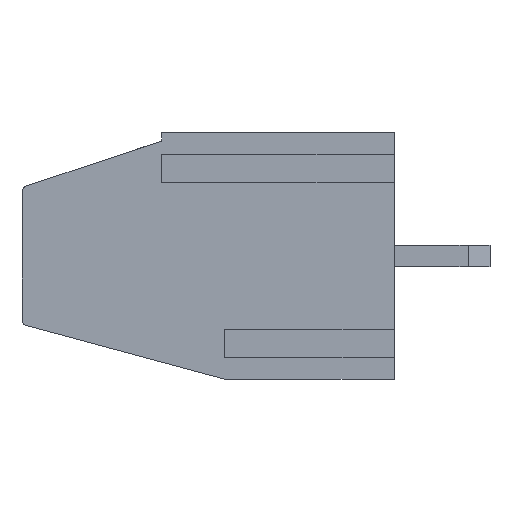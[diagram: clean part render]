
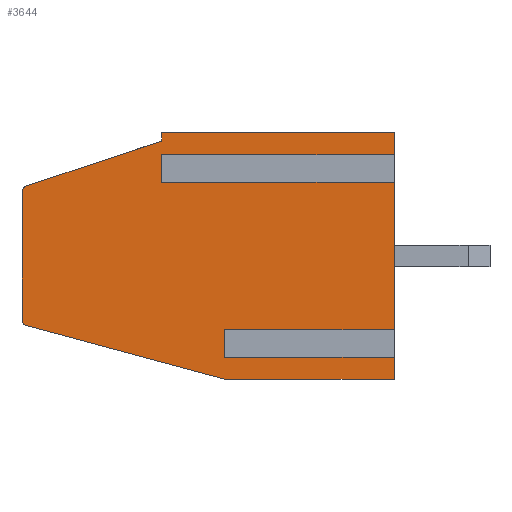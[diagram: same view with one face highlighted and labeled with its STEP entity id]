
A CAD part, left-side view. The second image highlights one B-rep face of the part: STEP entity #3644.
In plain terms, the highlighted planar face has unit normal (-1, 0, 0).
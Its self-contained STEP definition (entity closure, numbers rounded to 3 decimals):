
#11 = DIRECTION ( 'NONE',  ( 0., -1., 0. ) ) ;
#41 = LINE ( 'NONE', #16843, #6968 ) ;
#184 = DIRECTION ( 'NONE',  ( 0., 0., -1. ) ) ;
#568 = VERTEX_POINT ( 'NONE', #18088 ) ;
#831 = ORIENTED_EDGE ( 'NONE', *, *, #6570, .F. ) ;
#1231 = VECTOR ( 'NONE', #6212, 1000. ) ;
#1334 = DIRECTION ( 'NONE',  ( 0., 0., 1. ) ) ;
#1388 = VECTOR ( 'NONE', #18916, 1000. ) ;
#1758 = LINE ( 'NONE', #16076, #6478 ) ;
#2080 = CARTESIAN_POINT ( 'NONE',  ( 0., 0., 9. ) ) ;
#2112 = DIRECTION ( 'NONE',  ( 0., 0., 1. ) ) ;
#2211 = LINE ( 'NONE', #2080, #18636 ) ;
#3472 = EDGE_CURVE ( 'NONE', #25138, #21554, #8100, .T. ) ;
#3644 = ADVANCED_FACE ( 'NONE', ( #6241 ), #4327, .F. ) ;
#3996 = EDGE_CURVE ( 'NONE', #16249, #5542, #14597, .T. ) ;
#4071 = VERTEX_POINT ( 'NONE', #13897 ) ;
#4114 = CARTESIAN_POINT ( 'NONE',  ( 0., 0., 9. ) ) ;
#4326 = ORIENTED_EDGE ( 'NONE', *, *, #21819, .T. ) ;
#4327 = PLANE ( 'NONE',  #8829 ) ;
#4448 = EDGE_CURVE ( 'NONE', #26752, #5388, #9769, .T. ) ;
#4984 = VERTEX_POINT ( 'NONE', #18751 ) ;
#5307 = CARTESIAN_POINT ( 'NONE',  ( 0., 6.2, 1.593 ) ) ;
#5336 = VERTEX_POINT ( 'NONE', #24126 ) ;
#5388 = VERTEX_POINT ( 'NONE', #16821 ) ;
#5416 = EDGE_LOOP ( 'NONE', ( #10215, #21109, #9701, #17287, #12318, #22862, #9024, #11313, #10118, #22316, #4326, #25635, #23415, #831, #9560, #15373, #23517, #25774 ) ) ;
#5542 = VERTEX_POINT ( 'NONE', #7747 ) ;
#5742 = CARTESIAN_POINT ( 'NONE',  ( 0., 13.6, 6.856 ) ) ;
#5820 = EDGE_CURVE ( 'NONE', #4071, #19405, #27162, .T. ) ;
#6056 = LINE ( 'NONE', #12808, #25173 ) ;
#6206 = EDGE_CURVE ( 'NONE', #568, #24884, #6056, .T. ) ;
#6212 = DIRECTION ( 'NONE',  ( 0., 0.965, 0.261 ) ) ;
#6241 = FACE_OUTER_BOUND ( 'NONE', #5416, .T. ) ;
#6331 = EDGE_CURVE ( 'NONE', #21554, #4984, #1758, .T. ) ;
#6357 = CIRCLE ( 'NONE', #21719, 0.2 ) ;
#6478 = VECTOR ( 'NONE', #14431, 1000. ) ;
#6570 = EDGE_CURVE ( 'NONE', #15834, #5336, #16179, .T. ) ;
#6840 = CARTESIAN_POINT ( 'NONE',  ( 0., 13.452, 1.96 ) ) ;
#6968 = VECTOR ( 'NONE', #2112, 1000. ) ;
#7138 = CARTESIAN_POINT ( 'NONE',  ( 0., 13.6, 9. ) ) ;
#7140 = CARTESIAN_POINT ( 'NONE',  ( 0., 13.4, 6.856 ) ) ;
#7662 = DIRECTION ( 'NONE',  ( 0., 0., -1. ) ) ;
#7730 = EDGE_CURVE ( 'NONE', #5336, #24884, #14647, .T. ) ;
#7747 = CARTESIAN_POINT ( 'NONE',  ( 0., 0., 0. ) ) ;
#8014 = CARTESIAN_POINT ( 'NONE',  ( 0., 13.6, 2. ) ) ;
#8100 = LINE ( 'NONE', #16475, #13606 ) ;
#8341 = CARTESIAN_POINT ( 'NONE',  ( 0., 13.6, 9. ) ) ;
#8582 = LINE ( 'NONE', #20662, #22804 ) ;
#8716 = VERTEX_POINT ( 'NONE', #26145 ) ;
#8821 = CARTESIAN_POINT ( 'NONE',  ( 0., 13.4, 2.153 ) ) ;
#8829 = AXIS2_PLACEMENT_3D ( 'NONE', #19040, #21108, #184 ) ;
#9024 = ORIENTED_EDGE ( 'NONE', *, *, #3996, .T. ) ;
#9100 = CARTESIAN_POINT ( 'NONE',  ( 0., 6.2, 1.007 ) ) ;
#9560 = ORIENTED_EDGE ( 'NONE', *, *, #18778, .T. ) ;
#9701 = ORIENTED_EDGE ( 'NONE', *, *, #5820, .F. ) ;
#9769 = LINE ( 'NONE', #4114, #21244 ) ;
#9882 = CARTESIAN_POINT ( 'NONE',  ( 0., 8.5, 7.993 ) ) ;
#10118 = ORIENTED_EDGE ( 'NONE', *, *, #21516, .F. ) ;
#10147 = LINE ( 'NONE', #12759, #10189 ) ;
#10189 = VECTOR ( 'NONE', #22938, 1000. ) ;
#10215 = ORIENTED_EDGE ( 'NONE', *, *, #3472, .F. ) ;
#10281 = CARTESIAN_POINT ( 'NONE',  ( 0., 8.5, 8.7 ) ) ;
#10555 = CARTESIAN_POINT ( 'NONE',  ( 0., 6.2, 0. ) ) ;
#11015 = CARTESIAN_POINT ( 'NONE',  ( 0., 0., 7.407 ) ) ;
#11026 = VERTEX_POINT ( 'NONE', #10555 ) ;
#11229 = EDGE_CURVE ( 'NONE', #18031, #8716, #13673, .T. ) ;
#11313 = ORIENTED_EDGE ( 'NONE', *, *, #23713, .T. ) ;
#12075 = CIRCLE ( 'NONE', #12520, 0.2 ) ;
#12115 = DIRECTION ( 'NONE',  ( 0., -1., 0. ) ) ;
#12318 = ORIENTED_EDGE ( 'NONE', *, *, #17916, .F. ) ;
#12443 = EDGE_CURVE ( 'NONE', #4071, #13293, #6357, .T. ) ;
#12520 = AXIS2_PLACEMENT_3D ( 'NONE', #7140, #15407, #21843 ) ;
#12563 = EDGE_CURVE ( 'NONE', #25138, #19405, #12075, .T. ) ;
#12630 = VECTOR ( 'NONE', #15535, 1000. ) ;
#12759 = CARTESIAN_POINT ( 'NONE',  ( 0., 6.2, 1.007 ) ) ;
#12808 = CARTESIAN_POINT ( 'NONE',  ( 0., 0., 9. ) ) ;
#13293 = VERTEX_POINT ( 'NONE', #6840 ) ;
#13606 = VECTOR ( 'NONE', #21019, 1000. ) ;
#13673 = LINE ( 'NONE', #20021, #17706 ) ;
#13897 = CARTESIAN_POINT ( 'NONE',  ( 0., 13.6, 2.153 ) ) ;
#14030 = CARTESIAN_POINT ( 'NONE',  ( 0., 13.6, 0. ) ) ;
#14431 = DIRECTION ( 'NONE',  ( 0., 0., 1. ) ) ;
#14456 = DIRECTION ( 'NONE',  ( 0., 0., 1. ) ) ;
#14597 = LINE ( 'NONE', #14030, #14634 ) ;
#14634 = VECTOR ( 'NONE', #12115, 1000. ) ;
#14647 = LINE ( 'NONE', #23059, #25558 ) ;
#14900 = CARTESIAN_POINT ( 'NONE',  ( 0., 8.5, 7.993 ) ) ;
#15297 = EDGE_CURVE ( 'NONE', #4984, #5388, #25843, .T. ) ;
#15373 = ORIENTED_EDGE ( 'NONE', *, *, #4448, .T. ) ;
#15407 = DIRECTION ( 'NONE',  ( -1., 0., 0. ) ) ;
#15535 = DIRECTION ( 'NONE',  ( 0., -1., 0. ) ) ;
#15723 = DIRECTION ( 'NONE',  ( 0., -1., 0. ) ) ;
#15762 = LINE ( 'NONE', #5307, #21218 ) ;
#15834 = VERTEX_POINT ( 'NONE', #14900 ) ;
#16076 = CARTESIAN_POINT ( 'NONE',  ( 0., 8.5, 8.7 ) ) ;
#16179 = LINE ( 'NONE', #9882, #24061 ) ;
#16249 = VERTEX_POINT ( 'NONE', #19486 ) ;
#16475 = CARTESIAN_POINT ( 'NONE',  ( 0., 13.6, 7. ) ) ;
#16782 = DIRECTION ( 'NONE',  ( 0., 0., -1. ) ) ;
#16821 = CARTESIAN_POINT ( 'NONE',  ( 0., 0., 9. ) ) ;
#16843 = CARTESIAN_POINT ( 'NONE',  ( 0., 6.2, 0. ) ) ;
#16983 = CARTESIAN_POINT ( 'NONE',  ( 0., 13.463, 7.046 ) ) ;
#17192 = DIRECTION ( 'NONE',  ( -1., 0., 0. ) ) ;
#17287 = ORIENTED_EDGE ( 'NONE', *, *, #12443, .T. ) ;
#17623 = EDGE_CURVE ( 'NONE', #16249, #11026, #41, .T. ) ;
#17706 = VECTOR ( 'NONE', #22755, 1000. ) ;
#17916 = EDGE_CURVE ( 'NONE', #11026, #13293, #23153, .T. ) ;
#18031 = VERTEX_POINT ( 'NONE', #9100 ) ;
#18088 = CARTESIAN_POINT ( 'NONE',  ( 0., 0., 1.593 ) ) ;
#18631 = CARTESIAN_POINT ( 'NONE',  ( 0., 0., 1.007 ) ) ;
#18636 = VECTOR ( 'NONE', #24922, 1000. ) ;
#18751 = CARTESIAN_POINT ( 'NONE',  ( 0., 8.5, 9. ) ) ;
#18778 = EDGE_CURVE ( 'NONE', #15834, #26752, #8582, .T. ) ;
#18916 = DIRECTION ( 'NONE',  ( 0., 0., 1. ) ) ;
#19040 = CARTESIAN_POINT ( 'NONE',  ( 0., 13.6, 9. ) ) ;
#19405 = VERTEX_POINT ( 'NONE', #5742 ) ;
#19486 = CARTESIAN_POINT ( 'NONE',  ( 0., 6.2, 0. ) ) ;
#20021 = CARTESIAN_POINT ( 'NONE',  ( 0., 6.2, 1.007 ) ) ;
#20036 = VERTEX_POINT ( 'NONE', #18631 ) ;
#20662 = CARTESIAN_POINT ( 'NONE',  ( 0., 8.5, 7.993 ) ) ;
#21019 = DIRECTION ( 'NONE',  ( 0., -0.949, 0.316 ) ) ;
#21108 = DIRECTION ( 'NONE',  ( 1., 0., 0. ) ) ;
#21109 = ORIENTED_EDGE ( 'NONE', *, *, #12563, .T. ) ;
#21218 = VECTOR ( 'NONE', #22094, 1000. ) ;
#21244 = VECTOR ( 'NONE', #1334, 1000. ) ;
#21516 = EDGE_CURVE ( 'NONE', #18031, #20036, #10147, .T. ) ;
#21554 = VERTEX_POINT ( 'NONE', #10281 ) ;
#21719 = AXIS2_PLACEMENT_3D ( 'NONE', #8821, #17192, #16782 ) ;
#21721 = CARTESIAN_POINT ( 'NONE',  ( 0., 0., 7.993 ) ) ;
#21819 = EDGE_CURVE ( 'NONE', #8716, #568, #15762, .T. ) ;
#21843 = DIRECTION ( 'NONE',  ( 0., 0., -1. ) ) ;
#22094 = DIRECTION ( 'NONE',  ( 0., -1., 0. ) ) ;
#22316 = ORIENTED_EDGE ( 'NONE', *, *, #11229, .T. ) ;
#22755 = DIRECTION ( 'NONE',  ( 0., 0., 1. ) ) ;
#22804 = VECTOR ( 'NONE', #11, 1000. ) ;
#22862 = ORIENTED_EDGE ( 'NONE', *, *, #17623, .F. ) ;
#22938 = DIRECTION ( 'NONE',  ( 0., -1., 0. ) ) ;
#23059 = CARTESIAN_POINT ( 'NONE',  ( 0., 8.5, 7.407 ) ) ;
#23153 = LINE ( 'NONE', #8014, #1231 ) ;
#23415 = ORIENTED_EDGE ( 'NONE', *, *, #7730, .F. ) ;
#23517 = ORIENTED_EDGE ( 'NONE', *, *, #15297, .F. ) ;
#23713 = EDGE_CURVE ( 'NONE', #5542, #20036, #2211, .T. ) ;
#24061 = VECTOR ( 'NONE', #7662, 1000. ) ;
#24126 = CARTESIAN_POINT ( 'NONE',  ( 0., 8.5, 7.407 ) ) ;
#24884 = VERTEX_POINT ( 'NONE', #11015 ) ;
#24922 = DIRECTION ( 'NONE',  ( 0., 0., 1. ) ) ;
#25138 = VERTEX_POINT ( 'NONE', #16983 ) ;
#25173 = VECTOR ( 'NONE', #14456, 1000. ) ;
#25558 = VECTOR ( 'NONE', #15723, 1000. ) ;
#25635 = ORIENTED_EDGE ( 'NONE', *, *, #6206, .T. ) ;
#25774 = ORIENTED_EDGE ( 'NONE', *, *, #6331, .F. ) ;
#25843 = LINE ( 'NONE', #7138, #12630 ) ;
#26145 = CARTESIAN_POINT ( 'NONE',  ( 0., 6.2, 1.593 ) ) ;
#26752 = VERTEX_POINT ( 'NONE', #21721 ) ;
#27162 = LINE ( 'NONE', #8341, #1388 ) ;
